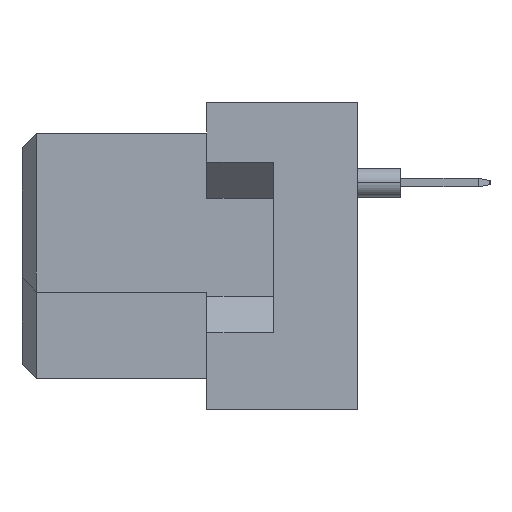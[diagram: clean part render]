
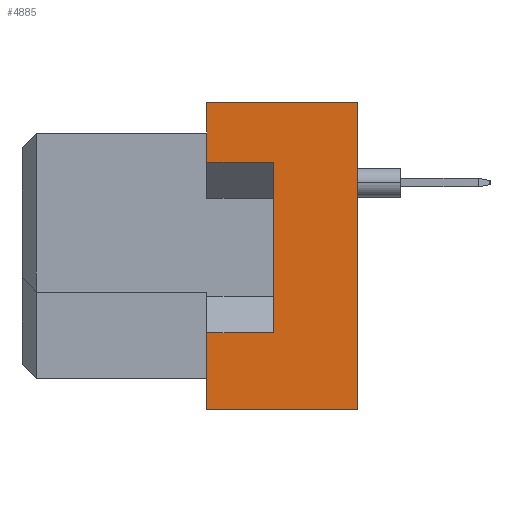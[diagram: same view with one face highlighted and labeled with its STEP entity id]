
A CAD part, left-side view. The second image highlights one B-rep face of the part: STEP entity #4885.
In plain terms, the highlighted planar face has unit normal (-1, 0, 0).
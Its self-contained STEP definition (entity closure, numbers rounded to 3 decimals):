
#322 = PLANE ( 'NONE',  #16954 ) ;
#420 = EDGE_LOOP ( 'NONE', ( #527, #19181, #17549, #13807, #14301, #13453, #9392, #13866 ) ) ;
#483 = CARTESIAN_POINT ( 'NONE',  ( -27.5, -6.4, 5.3 ) ) ;
#527 = ORIENTED_EDGE ( 'NONE', *, *, #11377, .T. ) ;
#1280 = CARTESIAN_POINT ( 'NONE',  ( -27.5, -8.7, -2.65 ) ) ;
#1462 = EDGE_CURVE ( 'NONE', #12661, #4498, #8343, .T. ) ;
#1690 = VECTOR ( 'NONE', #13336, 1000. ) ;
#2309 = VECTOR ( 'NONE', #5615, 1000. ) ;
#2433 = VECTOR ( 'NONE', #17622, 1000. ) ;
#2480 = DIRECTION ( 'NONE',  ( 0., 0., 1. ) ) ;
#2552 = DIRECTION ( 'NONE',  ( 0., 0., 1. ) ) ;
#2758 = CARTESIAN_POINT ( 'NONE',  ( -27.5, -6.4, -2.65 ) ) ;
#3609 = LINE ( 'NONE', #12810, #2433 ) ;
#4498 = VERTEX_POINT ( 'NONE', #483 ) ;
#4596 = LINE ( 'NONE', #15431, #10377 ) ;
#4623 = EDGE_CURVE ( 'NONE', #16098, #18175, #19319, .T. ) ;
#4808 = DIRECTION ( 'NONE',  ( 0., 0., 1. ) ) ;
#4885 = ADVANCED_FACE ( 'NONE', ( #11390 ), #322, .T. ) ;
#5379 = EDGE_CURVE ( 'NONE', #18546, #12661, #5647, .T. ) ;
#5494 = EDGE_CURVE ( 'NONE', #17788, #9072, #4596, .T. ) ;
#5615 = DIRECTION ( 'NONE',  ( 0., 1., 0. ) ) ;
#5647 = LINE ( 'NONE', #7366, #5806 ) ;
#5806 = VECTOR ( 'NONE', #2552, 1000. ) ;
#6925 = VECTOR ( 'NONE', #11043, 1000. ) ;
#7020 = CARTESIAN_POINT ( 'NONE',  ( -27.5, -6.4, 3.25 ) ) ;
#7366 = CARTESIAN_POINT ( 'NONE',  ( -27.5, -11.6, 5.3 ) ) ;
#7393 = CARTESIAN_POINT ( 'NONE',  ( -27.5, -11.6, 5.3 ) ) ;
#7435 = LINE ( 'NONE', #1280, #14397 ) ;
#7659 = LINE ( 'NONE', #15635, #6925 ) ;
#8343 = LINE ( 'NONE', #11628, #14870 ) ;
#9072 = VERTEX_POINT ( 'NONE', #2758 ) ;
#9392 = ORIENTED_EDGE ( 'NONE', *, *, #4623, .F. ) ;
#9801 = CARTESIAN_POINT ( 'NONE',  ( -27.5, -6.4, -5.3 ) ) ;
#10377 = VECTOR ( 'NONE', #4808, 1000. ) ;
#11043 = DIRECTION ( 'NONE',  ( 0., 1., 0. ) ) ;
#11283 = CARTESIAN_POINT ( 'NONE',  ( -27.5, -8.7, 3.25 ) ) ;
#11377 = EDGE_CURVE ( 'NONE', #17878, #9072, #7659, .T. ) ;
#11390 = FACE_OUTER_BOUND ( 'NONE', #420, .T. ) ;
#11628 = CARTESIAN_POINT ( 'NONE',  ( -27.5, -11.6, 5.3 ) ) ;
#11758 = CARTESIAN_POINT ( 'NONE',  ( -27.5, -11.6, 5.3 ) ) ;
#11853 = EDGE_CURVE ( 'NONE', #18546, #17788, #13029, .T. ) ;
#12143 = CARTESIAN_POINT ( 'NONE',  ( -27.5, -8.7, -2.65 ) ) ;
#12661 = VERTEX_POINT ( 'NONE', #11758 ) ;
#12810 = CARTESIAN_POINT ( 'NONE',  ( -27.5, -6.4, -5.3 ) ) ;
#13029 = LINE ( 'NONE', #19267, #1690 ) ;
#13336 = DIRECTION ( 'NONE',  ( 0., 1., 0. ) ) ;
#13372 = CARTESIAN_POINT ( 'NONE',  ( -27.5, -8.7, 3.25 ) ) ;
#13453 = ORIENTED_EDGE ( 'NONE', *, *, #18439, .F. ) ;
#13807 = ORIENTED_EDGE ( 'NONE', *, *, #5379, .T. ) ;
#13866 = ORIENTED_EDGE ( 'NONE', *, *, #17806, .F. ) ;
#14301 = ORIENTED_EDGE ( 'NONE', *, *, #1462, .T. ) ;
#14397 = VECTOR ( 'NONE', #18272, 1000. ) ;
#14542 = CARTESIAN_POINT ( 'NONE',  ( -27.5, -11.6, -5.3 ) ) ;
#14576 = DIRECTION ( 'NONE',  ( 0., 1., 0. ) ) ;
#14870 = VECTOR ( 'NONE', #14576, 1000. ) ;
#15431 = CARTESIAN_POINT ( 'NONE',  ( -27.5, -6.4, -5.3 ) ) ;
#15635 = CARTESIAN_POINT ( 'NONE',  ( -27.5, -8.7, -2.65 ) ) ;
#16098 = VERTEX_POINT ( 'NONE', #11283 ) ;
#16703 = DIRECTION ( 'NONE',  ( -1., 0., 0. ) ) ;
#16954 = AXIS2_PLACEMENT_3D ( 'NONE', #7393, #16703, #2480 ) ;
#17549 = ORIENTED_EDGE ( 'NONE', *, *, #11853, .F. ) ;
#17622 = DIRECTION ( 'NONE',  ( 0., 0., 1. ) ) ;
#17788 = VERTEX_POINT ( 'NONE', #9801 ) ;
#17806 = EDGE_CURVE ( 'NONE', #17878, #16098, #7435, .T. ) ;
#17878 = VERTEX_POINT ( 'NONE', #12143 ) ;
#18175 = VERTEX_POINT ( 'NONE', #7020 ) ;
#18272 = DIRECTION ( 'NONE',  ( 0., 0., 1. ) ) ;
#18439 = EDGE_CURVE ( 'NONE', #18175, #4498, #3609, .T. ) ;
#18546 = VERTEX_POINT ( 'NONE', #14542 ) ;
#19181 = ORIENTED_EDGE ( 'NONE', *, *, #5494, .F. ) ;
#19267 = CARTESIAN_POINT ( 'NONE',  ( -27.5, -11.6, -5.3 ) ) ;
#19319 = LINE ( 'NONE', #13372, #2309 ) ;
